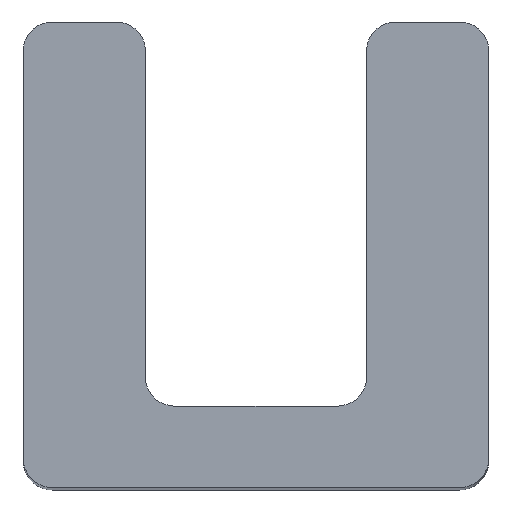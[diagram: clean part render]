
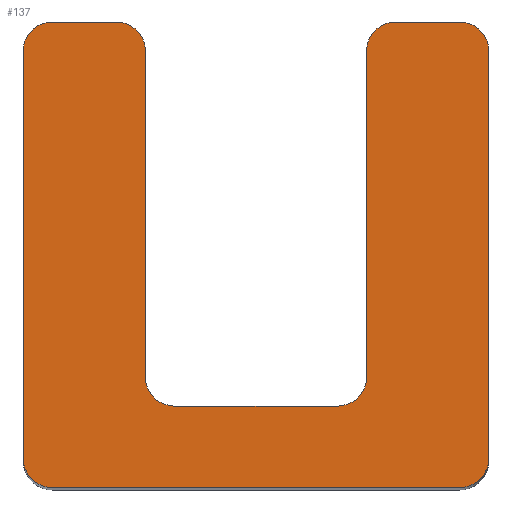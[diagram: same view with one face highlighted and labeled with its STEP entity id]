
A CAD part, top view. The second image highlights one B-rep face of the part: STEP entity #137.
In plain terms, the highlighted planar face has unit normal (0, 0, 1).
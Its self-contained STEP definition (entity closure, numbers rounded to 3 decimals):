
#2 = CARTESIAN_POINT ( 'NONE',  ( 1.9, 1.9, 24. ) ) ;
#6 = DIRECTION ( 'NONE',  ( 1., 0., 0. ) ) ;
#7 = VERTEX_POINT ( 'NONE', #439 ) ;
#9 = VECTOR ( 'NONE', #1168, 1000. ) ;
#22 = EDGE_CURVE ( 'NONE', #321, #1149, #775, .T. ) ;
#41 = LINE ( 'NONE', #1052, #987 ) ;
#49 = VERTEX_POINT ( 'NONE', #877 ) ;
#69 = DIRECTION ( 'NONE',  ( 1., 0., 0. ) ) ;
#73 = EDGE_CURVE ( 'NONE', #1149, #852, #1012, .T. ) ;
#74 = DIRECTION ( 'NONE',  ( 0., 0., -1. ) ) ;
#76 = EDGE_CURVE ( 'NONE', #731, #852, #284, .T. ) ;
#81 = ORIENTED_EDGE ( 'NONE', *, *, #73, .T. ) ;
#82 = DIRECTION ( 'NONE',  ( 1., 0., 0. ) ) ;
#86 = CARTESIAN_POINT ( 'NONE',  ( -1.62, 8., 24. ) ) ;
#92 = EDGE_CURVE ( 'NONE', #504, #7, #253, .T. ) ;
#104 = EDGE_CURVE ( 'NONE', #504, #237, #195, .T. ) ;
#109 = EDGE_CURVE ( 'NONE', #1175, #237, #430, .T. ) ;
#112 = EDGE_CURVE ( 'NONE', #1175, #1159, #864, .T. ) ;
#116 = ORIENTED_EDGE ( 'NONE', *, *, #104, .T. ) ;
#124 = DIRECTION ( 'NONE',  ( -1., 0., 0. ) ) ;
#129 = EDGE_CURVE ( 'NONE', #676, #49, #394, .T. ) ;
#137 = ADVANCED_FACE ( 'NONE', ( #840 ), #377, .T. ) ;
#148 = EDGE_CURVE ( 'NONE', #1016, #321, #492, .T. ) ;
#153 = DIRECTION ( 'NONE',  ( -1., 0., 0. ) ) ;
#183 = ORIENTED_EDGE ( 'NONE', *, *, #838, .T. ) ;
#194 = CARTESIAN_POINT ( 'NONE',  ( 3.5, 8., 24. ) ) ;
#195 = CIRCLE ( 'NONE', #893, 0.5 ) ;
#197 = DIRECTION ( 'NONE',  ( 0., 0., 1. ) ) ;
#207 = CARTESIAN_POINT ( 'NONE',  ( -4., 0.5, 24. ) ) ;
#216 = CARTESIAN_POINT ( 'NONE',  ( -4., 7.5, 24. ) ) ;
#221 = ORIENTED_EDGE ( 'NONE', *, *, #148, .T. ) ;
#224 = CARTESIAN_POINT ( 'NONE',  ( 1.4, 1.9, 24. ) ) ;
#231 = LINE ( 'NONE', #515, #1114 ) ;
#237 = VERTEX_POINT ( 'NONE', #323 ) ;
#253 = LINE ( 'NONE', #616, #336 ) ;
#260 = CARTESIAN_POINT ( 'NONE',  ( -1.9, 7.5, 24. ) ) ;
#266 = CARTESIAN_POINT ( 'NONE',  ( -3.5, 7.5, 24. ) ) ;
#275 = DIRECTION ( 'NONE',  ( 0., 0., 1. ) ) ;
#284 = LINE ( 'NONE', #795, #9 ) ;
#312 = DIRECTION ( 'NONE',  ( 1., 0., 0. ) ) ;
#321 = VERTEX_POINT ( 'NONE', #194 ) ;
#323 = CARTESIAN_POINT ( 'NONE',  ( -1.9, 1.9, 24. ) ) ;
#336 = VECTOR ( 'NONE', #69, 1000. ) ;
#353 = DIRECTION ( 'NONE',  ( 1., 0., 0. ) ) ;
#366 = ORIENTED_EDGE ( 'NONE', *, *, #109, .F. ) ;
#367 = CARTESIAN_POINT ( 'NONE',  ( -1.9, 8., 24. ) ) ;
#368 = CIRCLE ( 'NONE', #617, 0.5 ) ;
#377 = PLANE ( 'NONE',  #807 ) ;
#392 = VECTOR ( 'NONE', #153, 1000. ) ;
#394 = CIRCLE ( 'NONE', #853, 0.5 ) ;
#396 = ORIENTED_EDGE ( 'NONE', *, *, #1068, .T. ) ;
#397 = CIRCLE ( 'NONE', #627, 0.5 ) ;
#405 = VECTOR ( 'NONE', #983, 1000. ) ;
#409 = LINE ( 'NONE', #434, #605 ) ;
#423 = ORIENTED_EDGE ( 'NONE', *, *, #1111, .T. ) ;
#430 = LINE ( 'NONE', #367, #405 ) ;
#434 = CARTESIAN_POINT ( 'NONE',  ( -1.62, 8., 24. ) ) ;
#439 = CARTESIAN_POINT ( 'NONE',  ( 1.4, 1.4, 24. ) ) ;
#450 = VERTEX_POINT ( 'NONE', #207 ) ;
#454 = DIRECTION ( 'NONE',  ( 0., 0., 1. ) ) ;
#463 = DIRECTION ( 'NONE',  ( 0., 0., 1. ) ) ;
#474 = CARTESIAN_POINT ( 'NONE',  ( -3.5, 0., 24. ) ) ;
#479 = CARTESIAN_POINT ( 'NONE',  ( 1.9, 7.5, 24. ) ) ;
#492 = CIRCLE ( 'NONE', #788, 0.5 ) ;
#504 = VERTEX_POINT ( 'NONE', #647 ) ;
#507 = CARTESIAN_POINT ( 'NONE',  ( 4., 7.5, 24. ) ) ;
#511 = CIRCLE ( 'NONE', #539, 0.5 ) ;
#515 = CARTESIAN_POINT ( 'NONE',  ( -4., 8., 24. ) ) ;
#539 = AXIS2_PLACEMENT_3D ( 'NONE', #266, #874, #353 ) ;
#544 = VERTEX_POINT ( 'NONE', #216 ) ;
#561 = DIRECTION ( 'NONE',  ( 0., 0., 1. ) ) ;
#564 = ORIENTED_EDGE ( 'NONE', *, *, #76, .F. ) ;
#573 = CARTESIAN_POINT ( 'NONE',  ( -3.5, 8., 24. ) ) ;
#605 = VECTOR ( 'NONE', #124, 1000. ) ;
#616 = CARTESIAN_POINT ( 'NONE',  ( -1.9, 1.4, 24. ) ) ;
#617 = AXIS2_PLACEMENT_3D ( 'NONE', #224, #831, #312 ) ;
#618 = ORIENTED_EDGE ( 'NONE', *, *, #1120, .T. ) ;
#619 = CARTESIAN_POINT ( 'NONE',  ( -1.4, 1.9, 24. ) ) ;
#626 = DIRECTION ( 'NONE',  ( 0., 0., 1. ) ) ;
#627 = AXIS2_PLACEMENT_3D ( 'NONE', #1100, #561, #6 ) ;
#647 = CARTESIAN_POINT ( 'NONE',  ( -1.4, 1.4, 24. ) ) ;
#655 = ORIENTED_EDGE ( 'NONE', *, *, #129, .T. ) ;
#665 = VECTOR ( 'NONE', #866, 1000. ) ;
#676 = VERTEX_POINT ( 'NONE', #911 ) ;
#709 = DIRECTION ( 'NONE',  ( 1., 0., 0. ) ) ;
#718 = CARTESIAN_POINT ( 'NONE',  ( 3.5, 0.5, 24. ) ) ;
#731 = VERTEX_POINT ( 'NONE', #2 ) ;
#740 = VERTEX_POINT ( 'NONE', #474 ) ;
#769 = ORIENTED_EDGE ( 'NONE', *, *, #22, .T. ) ;
#775 = LINE ( 'NONE', #875, #392 ) ;
#788 = AXIS2_PLACEMENT_3D ( 'NONE', #792, #275, #883 ) ;
#792 = CARTESIAN_POINT ( 'NONE',  ( 3.5, 7.5, 24. ) ) ;
#795 = CARTESIAN_POINT ( 'NONE',  ( 1.9, 8., 24. ) ) ;
#799 = ORIENTED_EDGE ( 'NONE', *, *, #909, .T. ) ;
#807 = AXIS2_PLACEMENT_3D ( 'NONE', #86, #463, #1085 ) ;
#808 = DIRECTION ( 'NONE',  ( 1., 0., 0. ) ) ;
#831 = DIRECTION ( 'NONE',  ( 0., 0., -1. ) ) ;
#838 = EDGE_CURVE ( 'NONE', #450, #740, #397, .T. ) ;
#840 = FACE_OUTER_BOUND ( 'NONE', #843, .T. ) ;
#843 = EDGE_LOOP ( 'NONE', ( #769, #81, #564, #799, #1041, #116, #366, #1074, #396, #618, #856, #183, #423, #655, #884, #221 ) ) ;
#852 = VERTEX_POINT ( 'NONE', #479 ) ;
#853 = AXIS2_PLACEMENT_3D ( 'NONE', #718, #197, #808 ) ;
#856 = ORIENTED_EDGE ( 'NONE', *, *, #1169, .T. ) ;
#862 = AXIS2_PLACEMENT_3D ( 'NONE', #1170, #626, #82 ) ;
#864 = CIRCLE ( 'NONE', #862, 0.5 ) ;
#866 = DIRECTION ( 'NONE',  ( 0., 1., 0. ) ) ;
#874 = DIRECTION ( 'NONE',  ( 0., 0., 1. ) ) ;
#875 = CARTESIAN_POINT ( 'NONE',  ( -1.62, 8., 24. ) ) ;
#877 = CARTESIAN_POINT ( 'NONE',  ( 4., 0.5, 24. ) ) ;
#883 = DIRECTION ( 'NONE',  ( 1., 0., 0. ) ) ;
#884 = ORIENTED_EDGE ( 'NONE', *, *, #1158, .T. ) ;
#893 = AXIS2_PLACEMENT_3D ( 'NONE', #619, #74, #709 ) ;
#909 = EDGE_CURVE ( 'NONE', #731, #7, #368, .T. ) ;
#911 = CARTESIAN_POINT ( 'NONE',  ( 3.5, 0., 24. ) ) ;
#912 = AXIS2_PLACEMENT_3D ( 'NONE', #981, #454, #1073 ) ;
#933 = CARTESIAN_POINT ( 'NONE',  ( 4., 8., 24. ) ) ;
#960 = DIRECTION ( 'NONE',  ( 0., -1., 0. ) ) ;
#981 = CARTESIAN_POINT ( 'NONE',  ( 2.4, 7.5, 24. ) ) ;
#983 = DIRECTION ( 'NONE',  ( 0., -1., 0. ) ) ;
#987 = VECTOR ( 'NONE', #1147, 1000. ) ;
#1012 = CIRCLE ( 'NONE', #912, 0.5 ) ;
#1016 = VERTEX_POINT ( 'NONE', #507 ) ;
#1041 = ORIENTED_EDGE ( 'NONE', *, *, #92, .F. ) ;
#1052 = CARTESIAN_POINT ( 'NONE',  ( -4., 0., 24. ) ) ;
#1068 = EDGE_CURVE ( 'NONE', #1159, #1095, #409, .T. ) ;
#1073 = DIRECTION ( 'NONE',  ( 1., 0., 0. ) ) ;
#1074 = ORIENTED_EDGE ( 'NONE', *, *, #112, .T. ) ;
#1085 = DIRECTION ( 'NONE',  ( 1., 0., 0. ) ) ;
#1095 = VERTEX_POINT ( 'NONE', #573 ) ;
#1100 = CARTESIAN_POINT ( 'NONE',  ( -3.5, 0.5, 24. ) ) ;
#1111 = EDGE_CURVE ( 'NONE', #740, #676, #41, .T. ) ;
#1114 = VECTOR ( 'NONE', #960, 1000. ) ;
#1120 = EDGE_CURVE ( 'NONE', #1095, #544, #511, .T. ) ;
#1138 = CARTESIAN_POINT ( 'NONE',  ( -2.4, 8., 24. ) ) ;
#1141 = LINE ( 'NONE', #933, #665 ) ;
#1147 = DIRECTION ( 'NONE',  ( 1., 0., 0. ) ) ;
#1149 = VERTEX_POINT ( 'NONE', #1157 ) ;
#1157 = CARTESIAN_POINT ( 'NONE',  ( 2.4, 8., 24. ) ) ;
#1158 = EDGE_CURVE ( 'NONE', #49, #1016, #1141, .T. ) ;
#1159 = VERTEX_POINT ( 'NONE', #1138 ) ;
#1168 = DIRECTION ( 'NONE',  ( 0., 1., 0. ) ) ;
#1169 = EDGE_CURVE ( 'NONE', #544, #450, #231, .T. ) ;
#1170 = CARTESIAN_POINT ( 'NONE',  ( -2.4, 7.5, 24. ) ) ;
#1175 = VERTEX_POINT ( 'NONE', #260 ) ;
